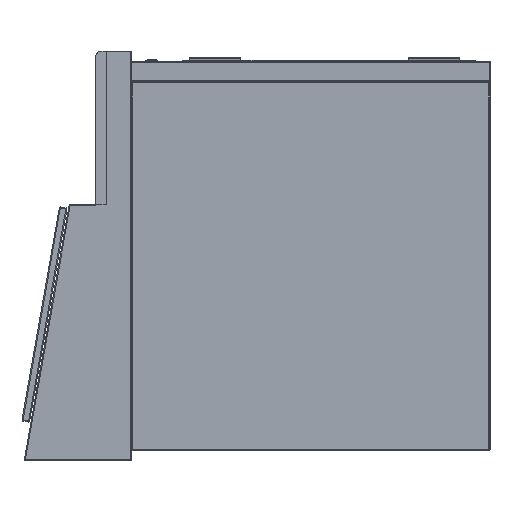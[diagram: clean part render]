
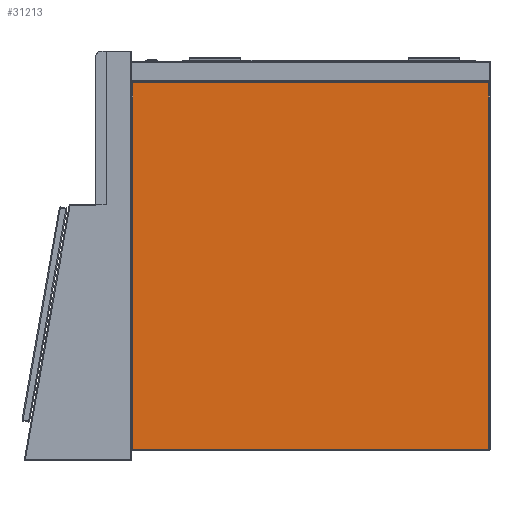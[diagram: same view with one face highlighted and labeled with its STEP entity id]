
A CAD part, left-side view. The second image highlights one B-rep face of the part: STEP entity #31213.
In plain terms, the highlighted planar face has unit normal (-1, 0, 0).
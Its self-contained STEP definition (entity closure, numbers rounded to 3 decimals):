
#152 = LINE ( 'NONE', #25106, #27127 ) ;
#3412 = EDGE_LOOP ( 'NONE', ( #5585, #27203, #5333, #29513 ) ) ;
#5333 = ORIENTED_EDGE ( 'NONE', *, *, #27160, .T. ) ;
#5585 = ORIENTED_EDGE ( 'NONE', *, *, #32904, .T. ) ;
#6164 = DIRECTION ( 'NONE',  ( 0., 0., 1. ) ) ;
#7158 = CARTESIAN_POINT ( 'NONE',  ( -660., -348., -760. ) ) ;
#7543 = AXIS2_PLACEMENT_3D ( 'NONE', #33332, #17907, #6164 ) ;
#8596 = PLANE ( 'NONE',  #7543 ) ;
#9116 = CARTESIAN_POINT ( 'NONE',  ( -660., 348., -760. ) ) ;
#9153 = CARTESIAN_POINT ( 'NONE',  ( -660., -348., -42. ) ) ;
#9282 = VECTOR ( 'NONE', #37306, 1000. ) ;
#9921 = DIRECTION ( 'NONE',  ( 0., 1., 0. ) ) ;
#12946 = LINE ( 'NONE', #28953, #21386 ) ;
#14109 = VERTEX_POINT ( 'NONE', #37776 ) ;
#14612 = CARTESIAN_POINT ( 'NONE',  ( -660., -348., -758. ) ) ;
#17907 = DIRECTION ( 'NONE',  ( -1., 0., 0. ) ) ;
#18102 = FACE_OUTER_BOUND ( 'NONE', #3412, .T. ) ;
#19956 = VERTEX_POINT ( 'NONE', #14612 ) ;
#21386 = VECTOR ( 'NONE', #9921, 1000. ) ;
#22362 = DIRECTION ( 'NONE',  ( 0., 0., 1. ) ) ;
#24699 = DIRECTION ( 'NONE',  ( 0., -1., 0. ) ) ;
#25106 = CARTESIAN_POINT ( 'NONE',  ( -660., -350., -758. ) ) ;
#25136 = VECTOR ( 'NONE', #22362, 1000. ) ;
#26906 = VERTEX_POINT ( 'NONE', #37949 ) ;
#27127 = VECTOR ( 'NONE', #24699, 1000. ) ;
#27160 = EDGE_CURVE ( 'NONE', #26906, #14109, #36101, .T. ) ;
#27203 = ORIENTED_EDGE ( 'NONE', *, *, #35047, .T. ) ;
#28953 = CARTESIAN_POINT ( 'NONE',  ( -660., 350., -42. ) ) ;
#29513 = ORIENTED_EDGE ( 'NONE', *, *, #32080, .T. ) ;
#31213 = ADVANCED_FACE ( 'Fl�che7', ( #18102 ), #8596, .T. ) ;
#32080 = EDGE_CURVE ( 'NONE', #14109, #19956, #152, .T. ) ;
#32904 = EDGE_CURVE ( 'NONE', #19956, #37521, #36757, .T. ) ;
#33332 = CARTESIAN_POINT ( 'NONE',  ( -660., -350., -760. ) ) ;
#35047 = EDGE_CURVE ( 'NONE', #37521, #26906, #12946, .T. ) ;
#36101 = LINE ( 'NONE', #9116, #9282 ) ;
#36757 = LINE ( 'NONE', #7158, #25136 ) ;
#37306 = DIRECTION ( 'NONE',  ( 0., 0., -1. ) ) ;
#37521 = VERTEX_POINT ( 'NONE', #9153 ) ;
#37776 = CARTESIAN_POINT ( 'NONE',  ( -660., 348., -758. ) ) ;
#37949 = CARTESIAN_POINT ( 'NONE',  ( -660., 348., -42. ) ) ;
